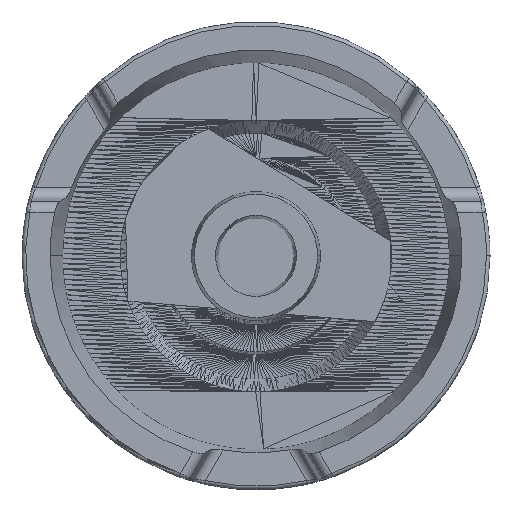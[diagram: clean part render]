
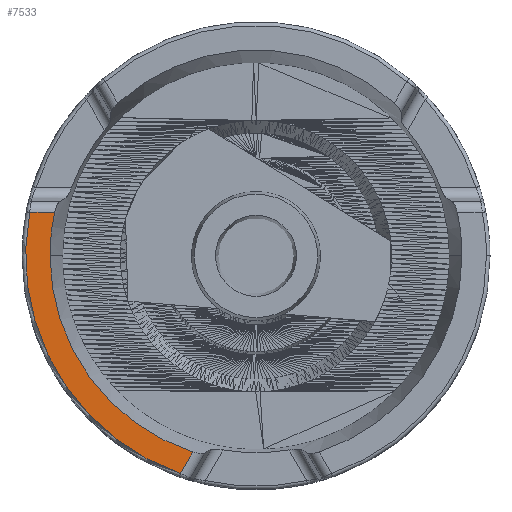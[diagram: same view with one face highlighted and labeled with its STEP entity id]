
A CAD part, top view. The second image highlights one B-rep face of the part: STEP entity #7533.
In plain terms, the highlighted planar face has unit normal (0, 0, 1).
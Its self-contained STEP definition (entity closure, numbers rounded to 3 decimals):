
#424 = CARTESIAN_POINT ( 'NONE',  ( -35.072, -108.919, 0. ) ) ;
#2589 = VERTEX_POINT ( 'NONE', #29556 ) ;
#2791 = EDGE_CURVE ( 'NONE', #2589, #24846, #6300, .T. ) ;
#3724 = DIRECTION ( 'NONE',  ( -1., 0., 0. ) ) ;
#4077 = DIRECTION ( 'NONE',  ( -1., 0., 0. ) ) ;
#4828 = EDGE_CURVE ( 'NONE', #26785, #11132, #19843, .T. ) ;
#6300 = CIRCLE ( 'NONE', #26307, 128. ) ;
#6816 = DIRECTION ( 'NONE',  ( 1., 0., 0. ) ) ;
#6910 = AXIS2_PLACEMENT_3D ( 'NONE', #22892, #39508, #4077 ) ;
#7533 = ADVANCED_FACE ( 'NONE', ( #41993 ), #9188, .T. ) ;
#7921 = LINE ( 'NONE', #24122, #24818 ) ;
#9188 = PLANE ( 'NONE',  #21215 ) ;
#9490 = ORIENTED_EDGE ( 'NONE', *, *, #9705, .T. ) ;
#9705 = EDGE_CURVE ( 'NONE', #24846, #31546, #15080, .T. ) ;
#11003 = CARTESIAN_POINT ( 'NONE',  ( 20.859, -12.043, 0. ) ) ;
#11132 = VERTEX_POINT ( 'NONE', #33981 ) ;
#11297 = CARTESIAN_POINT ( 'NONE',  ( -114.426, 0., 0. ) ) ;
#14445 = ORIENTED_EDGE ( 'NONE', *, *, #15616, .T. ) ;
#15080 = LINE ( 'NONE', #11003, #16475 ) ;
#15616 = EDGE_CURVE ( 'NONE', #11132, #2589, #7921, .T. ) ;
#16103 = DIRECTION ( 'NONE',  ( 0., 0., 1. ) ) ;
#16475 = VECTOR ( 'NONE', #17674, 1000. ) ;
#17310 = CARTESIAN_POINT ( 'NONE',  ( 0., 0., 0. ) ) ;
#17674 = DIRECTION ( 'NONE',  ( 0.5, 0.866, 0. ) ) ;
#19843 = CIRCLE ( 'NONE', #36406, 114.426 ) ;
#21215 = AXIS2_PLACEMENT_3D ( 'NONE', #32929, #16103, #25809 ) ;
#22892 = CARTESIAN_POINT ( 'NONE',  ( 0., 0., 0. ) ) ;
#24122 = CARTESIAN_POINT ( 'NONE',  ( 0., 24.086, 0. ) ) ;
#24213 = DIRECTION ( 'NONE',  ( 0., 0., -1. ) ) ;
#24818 = VECTOR ( 'NONE', #40522, 1000. ) ;
#24846 = VERTEX_POINT ( 'NONE', #41393 ) ;
#25809 = DIRECTION ( 'NONE',  ( 1., 0., 0. ) ) ;
#26027 = DIRECTION ( 'NONE',  ( 0., 0., 1. ) ) ;
#26307 = AXIS2_PLACEMENT_3D ( 'NONE', #42438, #26027, #6816 ) ;
#26785 = VERTEX_POINT ( 'NONE', #11297 ) ;
#29556 = CARTESIAN_POINT ( 'NONE',  ( -125.713, 24.086, 0. ) ) ;
#30944 = ORIENTED_EDGE ( 'NONE', *, *, #39432, .T. ) ;
#31546 = VERTEX_POINT ( 'NONE', #424 ) ;
#32604 = ORIENTED_EDGE ( 'NONE', *, *, #2791, .T. ) ;
#32929 = CARTESIAN_POINT ( 'NONE',  ( 0., 0., 0. ) ) ;
#33981 = CARTESIAN_POINT ( 'NONE',  ( -111.862, 24.086, 0. ) ) ;
#36406 = AXIS2_PLACEMENT_3D ( 'NONE', #17310, #24213, #3724 ) ;
#39064 = ORIENTED_EDGE ( 'NONE', *, *, #4828, .T. ) ;
#39288 = CIRCLE ( 'NONE', #6910, 114.426 ) ;
#39432 = EDGE_CURVE ( 'NONE', #31546, #26785, #39288, .T. ) ;
#39508 = DIRECTION ( 'NONE',  ( 0., 0., -1. ) ) ;
#40522 = DIRECTION ( 'NONE',  ( -1., 0., 0. ) ) ;
#41391 = EDGE_LOOP ( 'NONE', ( #14445, #32604, #9490, #30944, #39064 ) ) ;
#41393 = CARTESIAN_POINT ( 'NONE',  ( -41.997, -120.914, 0. ) ) ;
#41993 = FACE_OUTER_BOUND ( 'NONE', #41391, .T. ) ;
#42438 = CARTESIAN_POINT ( 'NONE',  ( 0., 0., 0. ) ) ;
